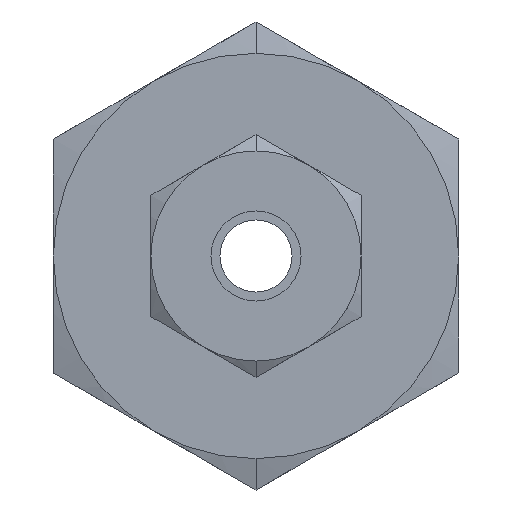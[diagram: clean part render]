
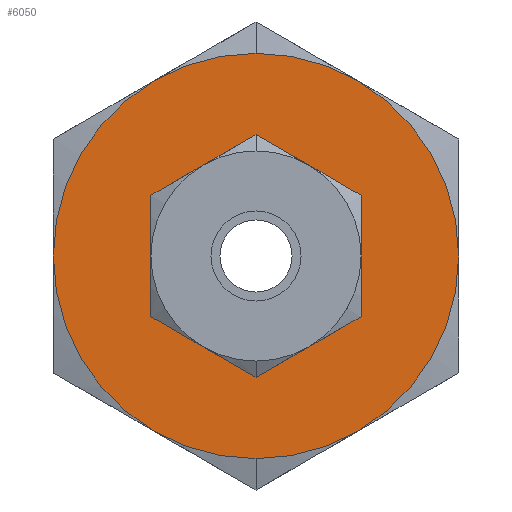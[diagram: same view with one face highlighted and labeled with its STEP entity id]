
A CAD part, left-side view. The second image highlights one B-rep face of the part: STEP entity #6050.
In plain terms, the highlighted planar face has unit normal (-1, 0, 0).
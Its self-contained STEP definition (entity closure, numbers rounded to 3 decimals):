
#62 = CARTESIAN_POINT ( 'NONE',  ( 17.7, 0., 0. ) ) ;
#155 = CIRCLE ( 'NONE', #4290, 13.5 ) ;
#177 = FACE_OUTER_BOUND ( 'NONE', #3945, .T. ) ;
#236 = VERTEX_POINT ( 'NONE', #5011 ) ;
#279 = PLANE ( 'NONE',  #7666 ) ;
#502 = VERTEX_POINT ( 'NONE', #2093 ) ;
#560 = DIRECTION ( 'NONE',  ( -1., 0., 0. ) ) ;
#564 = DIRECTION ( 'NONE',  ( 0., -0.5, -0.866 ) ) ;
#612 = DIRECTION ( 'NONE',  ( -1., 0., 0. ) ) ;
#613 = CIRCLE ( 'NONE', #926, 13.5 ) ;
#875 = DIRECTION ( 'NONE',  ( 0., 0.5, -0.866 ) ) ;
#904 = EDGE_CURVE ( 'NONE', #502, #7078, #613, .T. ) ;
#910 = AXIS2_PLACEMENT_3D ( 'NONE', #6314, #1905, #3536 ) ;
#926 = AXIS2_PLACEMENT_3D ( 'NONE', #5654, #612, #564 ) ;
#952 = CARTESIAN_POINT ( 'NONE',  ( 17.7, -6.75, 11.691 ) ) ;
#1074 = DIRECTION ( 'NONE',  ( 1., 0., 0. ) ) ;
#1309 = VERTEX_POINT ( 'NONE', #4833 ) ;
#1314 = VERTEX_POINT ( 'NONE', #7745 ) ;
#1360 = CARTESIAN_POINT ( 'NONE',  ( 17.7, 0., 0. ) ) ;
#1479 = CIRCLE ( 'NONE', #1639, 13.5 ) ;
#1523 = CARTESIAN_POINT ( 'NONE',  ( 17.7, -13.5, 0. ) ) ;
#1535 = VERTEX_POINT ( 'NONE', #6732 ) ;
#1639 = AXIS2_PLACEMENT_3D ( 'NONE', #9300, #9350, #7225 ) ;
#1724 = AXIS2_PLACEMENT_3D ( 'NONE', #62, #5403, #6633 ) ;
#1733 = ORIENTED_EDGE ( 'NONE', *, *, #8763, .T. ) ;
#1771 = VERTEX_POINT ( 'NONE', #8074 ) ;
#1777 = DIRECTION ( 'NONE',  ( 0., 1., 0. ) ) ;
#1905 = DIRECTION ( 'NONE',  ( -1., 0., 0. ) ) ;
#1908 = ORIENTED_EDGE ( 'NONE', *, *, #8350, .T. ) ;
#2093 = CARTESIAN_POINT ( 'NONE',  ( 17.7, -6.75, -11.691 ) ) ;
#2400 = EDGE_CURVE ( 'NONE', #8857, #1535, #5675, .T. ) ;
#2797 = ORIENTED_EDGE ( 'NONE', *, *, #8154, .T. ) ;
#2892 = CARTESIAN_POINT ( 'NONE',  ( 17.7, 6.75, 11.691 ) ) ;
#3115 = CIRCLE ( 'NONE', #9386, 13.5 ) ;
#3151 = EDGE_CURVE ( 'NONE', #1314, #8913, #8548, .T. ) ;
#3510 = CARTESIAN_POINT ( 'NONE',  ( 17.7, 0., 0. ) ) ;
#3536 = DIRECTION ( 'NONE',  ( 0., -0.5, 0.866 ) ) ;
#3554 = CIRCLE ( 'NONE', #1724, 13.5 ) ;
#3587 = ORIENTED_EDGE ( 'NONE', *, *, #7917, .T. ) ;
#3682 = ORIENTED_EDGE ( 'NONE', *, *, #4781, .T. ) ;
#3714 = CIRCLE ( 'NONE', #9219, 13.5 ) ;
#3945 = EDGE_LOOP ( 'NONE', ( #7584, #5932, #3682, #1733, #2797, #8180, #8716, #3587 ) ) ;
#4122 = DIRECTION ( 'NONE',  ( -1., 0., 0. ) ) ;
#4243 = DIRECTION ( 'NONE',  ( 0., 0., -1. ) ) ;
#4290 = AXIS2_PLACEMENT_3D ( 'NONE', #3510, #4122, #4895 ) ;
#4709 = CIRCLE ( 'NONE', #8661, 13.5 ) ;
#4781 = EDGE_CURVE ( 'NONE', #7678, #1309, #3554, .T. ) ;
#4833 = CARTESIAN_POINT ( 'NONE',  ( 17.7, 13.5, 0. ) ) ;
#4895 = DIRECTION ( 'NONE',  ( 0., 0., 1. ) ) ;
#5011 = CARTESIAN_POINT ( 'NONE',  ( 17.7, 0., -13.5 ) ) ;
#5371 = FACE_BOUND ( 'NONE', #8654, .T. ) ;
#5403 = DIRECTION ( 'NONE',  ( -1., 0., 0. ) ) ;
#5649 = DIRECTION ( 'NONE',  ( 0., -1., 0. ) ) ;
#5654 = CARTESIAN_POINT ( 'NONE',  ( 17.7, 0., 0. ) ) ;
#5675 = CIRCLE ( 'NONE', #910, 13.5 ) ;
#5713 = CARTESIAN_POINT ( 'NONE',  ( 17.7, 0., 0. ) ) ;
#5765 = EDGE_CURVE ( 'NONE', #1535, #7678, #155, .T. ) ;
#5932 = ORIENTED_EDGE ( 'NONE', *, *, #5765, .T. ) ;
#6050 = ADVANCED_FACE ( 'NONE', ( #5371, #177 ), #279, .F. ) ;
#6314 = CARTESIAN_POINT ( 'NONE',  ( 17.7, 0., 0. ) ) ;
#6327 = CARTESIAN_POINT ( 'NONE',  ( 17.7, 0., 0. ) ) ;
#6633 = DIRECTION ( 'NONE',  ( 0., 0.5, 0.866 ) ) ;
#6732 = CARTESIAN_POINT ( 'NONE',  ( 17.7, 0., 13.5 ) ) ;
#6876 = CARTESIAN_POINT ( 'NONE',  ( 17.7, 0., 0. ) ) ;
#7078 = VERTEX_POINT ( 'NONE', #1523 ) ;
#7225 = DIRECTION ( 'NONE',  ( 0., 1., 0. ) ) ;
#7235 = DIRECTION ( 'NONE',  ( 0., 0., 1. ) ) ;
#7397 = EDGE_CURVE ( 'NONE', #236, #502, #3714, .T. ) ;
#7567 = DIRECTION ( 'NONE',  ( 1., 0., 0. ) ) ;
#7584 = ORIENTED_EDGE ( 'NONE', *, *, #2400, .T. ) ;
#7666 = AXIS2_PLACEMENT_3D ( 'NONE', #9054, #7567, #1777 ) ;
#7678 = VERTEX_POINT ( 'NONE', #2892 ) ;
#7745 = CARTESIAN_POINT ( 'NONE',  ( 17.7, 0., 4.801 ) ) ;
#7875 = ORIENTED_EDGE ( 'NONE', *, *, #3151, .T. ) ;
#7917 = EDGE_CURVE ( 'NONE', #7078, #8857, #3115, .T. ) ;
#7972 = DIRECTION ( 'NONE',  ( -1., 0., 0. ) ) ;
#8003 = DIRECTION ( 'NONE',  ( 1., 0., 0. ) ) ;
#8074 = CARTESIAN_POINT ( 'NONE',  ( 17.7, 6.75, -11.691 ) ) ;
#8154 = EDGE_CURVE ( 'NONE', #1771, #236, #4709, .T. ) ;
#8162 = CARTESIAN_POINT ( 'NONE',  ( 17.7, 0., 0. ) ) ;
#8180 = ORIENTED_EDGE ( 'NONE', *, *, #7397, .T. ) ;
#8350 = EDGE_CURVE ( 'NONE', #8913, #1314, #8364, .T. ) ;
#8364 = CIRCLE ( 'NONE', #9289, 4.801 ) ;
#8548 = CIRCLE ( 'NONE', #8883, 4.801 ) ;
#8597 = DIRECTION ( 'NONE',  ( -1., 0., 0. ) ) ;
#8654 = EDGE_LOOP ( 'NONE', ( #1908, #7875 ) ) ;
#8661 = AXIS2_PLACEMENT_3D ( 'NONE', #8162, #7972, #875 ) ;
#8716 = ORIENTED_EDGE ( 'NONE', *, *, #904, .T. ) ;
#8763 = EDGE_CURVE ( 'NONE', #1309, #1771, #1479, .T. ) ;
#8857 = VERTEX_POINT ( 'NONE', #952 ) ;
#8883 = AXIS2_PLACEMENT_3D ( 'NONE', #5713, #8003, #7235 ) ;
#8913 = VERTEX_POINT ( 'NONE', #9144 ) ;
#9054 = CARTESIAN_POINT ( 'NONE',  ( 17.7, 0., 0. ) ) ;
#9132 = DIRECTION ( 'NONE',  ( 0., 0., -1. ) ) ;
#9144 = CARTESIAN_POINT ( 'NONE',  ( 17.7, 0., -4.801 ) ) ;
#9219 = AXIS2_PLACEMENT_3D ( 'NONE', #1360, #8597, #4243 ) ;
#9289 = AXIS2_PLACEMENT_3D ( 'NONE', #6876, #1074, #9132 ) ;
#9300 = CARTESIAN_POINT ( 'NONE',  ( 17.7, 0., 0. ) ) ;
#9350 = DIRECTION ( 'NONE',  ( -1., 0., 0. ) ) ;
#9386 = AXIS2_PLACEMENT_3D ( 'NONE', #6327, #560, #5649 ) ;
